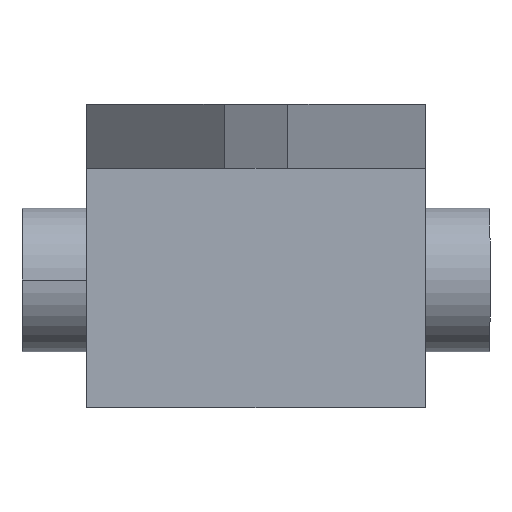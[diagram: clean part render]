
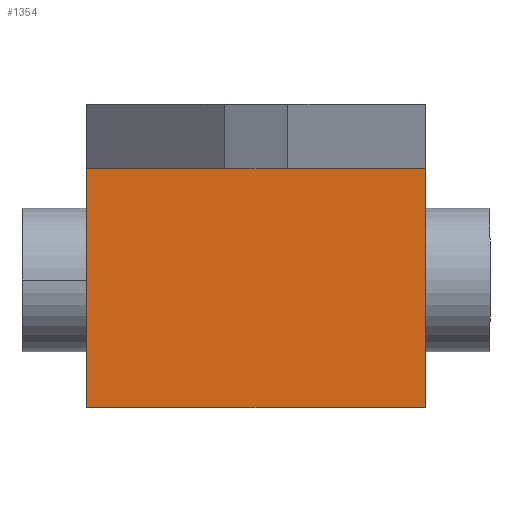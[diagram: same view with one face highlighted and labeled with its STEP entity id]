
A CAD part, left-side view. The second image highlights one B-rep face of the part: STEP entity #1354.
In plain terms, the highlighted face is planar.
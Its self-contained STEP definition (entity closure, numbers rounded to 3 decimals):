
#18 = DIRECTION ( 'NONE',  ( 1., 0., 0. ) ) ;
#94 = EDGE_CURVE ( 'NONE', #730, #1206, #1261, .T. ) ;
#155 = FACE_OUTER_BOUND ( 'NONE', #1145, .T. ) ;
#174 = VECTOR ( 'NONE', #1951, 1000. ) ;
#212 = LINE ( 'NONE', #1394, #432 ) ;
#432 = VECTOR ( 'NONE', #1244, 1000. ) ;
#472 = VECTOR ( 'NONE', #1470, 1000. ) ;
#556 = CARTESIAN_POINT ( 'NONE',  ( 10.6, 0., 15. ) ) ;
#562 = CARTESIAN_POINT ( 'NONE',  ( -10.6, 0., 0. ) ) ;
#604 = LINE ( 'NONE', #1643, #472 ) ;
#605 = ORIENTED_EDGE ( 'NONE', *, *, #94, .T. ) ;
#676 = EDGE_CURVE ( 'NONE', #894, #927, #2116, .T. ) ;
#730 = VERTEX_POINT ( 'NONE', #562 ) ;
#733 = EDGE_CURVE ( 'NONE', #927, #730, #212, .T. ) ;
#894 = VERTEX_POINT ( 'NONE', #556 ) ;
#911 = CARTESIAN_POINT ( 'NONE',  ( 0., 0., 0. ) ) ;
#923 = CARTESIAN_POINT ( 'NONE',  ( 0., 0., 15. ) ) ;
#927 = VERTEX_POINT ( 'NONE', #1070 ) ;
#982 = EDGE_CURVE ( 'NONE', #1206, #894, #604, .T. ) ;
#1053 = VECTOR ( 'NONE', #1604, 1000. ) ;
#1070 = CARTESIAN_POINT ( 'NONE',  ( -10.6, 0., 15. ) ) ;
#1114 = ORIENTED_EDGE ( 'NONE', *, *, #733, .T. ) ;
#1145 = EDGE_LOOP ( 'NONE', ( #1753, #1114, #605, #1577 ) ) ;
#1206 = VERTEX_POINT ( 'NONE', #2169 ) ;
#1244 = DIRECTION ( 'NONE',  ( 0., 0., -1. ) ) ;
#1261 = LINE ( 'NONE', #911, #174 ) ;
#1354 = ADVANCED_FACE ( 'NONE', ( #155 ), #1719, .T. ) ;
#1379 = CARTESIAN_POINT ( 'NONE',  ( 0., 0., 0. ) ) ;
#1394 = CARTESIAN_POINT ( 'NONE',  ( -10.6, 0., 0. ) ) ;
#1438 = AXIS2_PLACEMENT_3D ( 'NONE', #1379, #2078, #18 ) ;
#1470 = DIRECTION ( 'NONE',  ( 0., 0., 1. ) ) ;
#1577 = ORIENTED_EDGE ( 'NONE', *, *, #982, .T. ) ;
#1604 = DIRECTION ( 'NONE',  ( -1., 0., 0. ) ) ;
#1643 = CARTESIAN_POINT ( 'NONE',  ( 10.6, 0., 0. ) ) ;
#1719 = PLANE ( 'NONE',  #1438 ) ;
#1753 = ORIENTED_EDGE ( 'NONE', *, *, #676, .T. ) ;
#1951 = DIRECTION ( 'NONE',  ( 1., 0., 0. ) ) ;
#2078 = DIRECTION ( 'NONE',  ( 0., -1., 0. ) ) ;
#2116 = LINE ( 'NONE', #923, #1053 ) ;
#2169 = CARTESIAN_POINT ( 'NONE',  ( 10.6, 0., 0. ) ) ;
